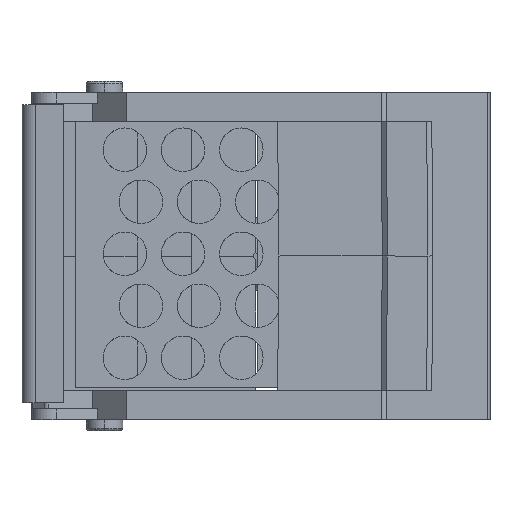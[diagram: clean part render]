
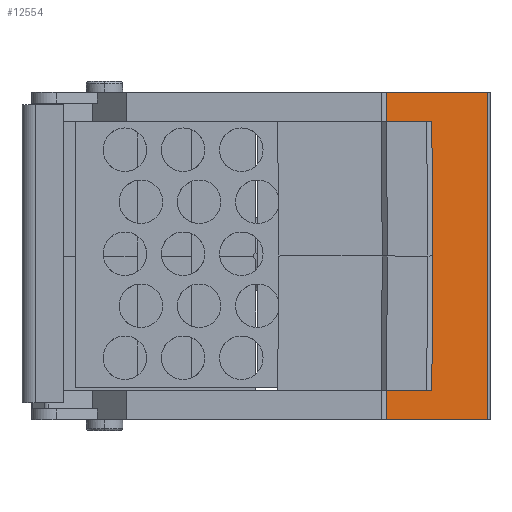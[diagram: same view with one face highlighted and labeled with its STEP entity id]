
A CAD part, left-side view. The second image highlights one B-rep face of the part: STEP entity #12554.
In plain terms, the highlighted planar face has unit normal (-0.707, -0.707, 0).
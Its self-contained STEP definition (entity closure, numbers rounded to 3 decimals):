
#154=DIRECTION('',(0.707,-0.707,0.));
#155=VECTOR('',#154,8.768);
#156=CARTESIAN_POINT('',(-42.707,-12.793,18.2));
#157=LINE('',#156,#155);
#723=DIRECTION('',(-0.707,0.707,0.));
#724=VECTOR('',#723,19.678);
#725=CARTESIAN_POINT('',(-28.793,-26.707,22.2));
#726=LINE('',#725,#724);
#815=DIRECTION('',(0.,0.,-1.));
#816=VECTOR('',#815,4.);
#817=CARTESIAN_POINT('',(-42.707,-12.793,22.2));
#818=LINE('',#817,#816);
#823=DIRECTION('',(0.009,-0.009,1.));
#824=VECTOR('',#823,18.501);
#825=CARTESIAN_POINT('',(-36.507,-18.993,-18.8));
#826=LINE('',#825,#824);
#827=DIRECTION('',(-0.009,0.009,1.));
#828=VECTOR('',#827,18.501);
#829=CARTESIAN_POINT('',(-36.346,-19.154,
-0.3));
#830=LINE('',#829,#828);
#835=DIRECTION('',(0.,0.,1.));
#836=VECTOR('',#835,45.);
#837=CARTESIAN_POINT('',(-28.793,-26.707,-22.8));
#838=LINE('',#837,#836);
#4596=DIRECTION('',(-0.707,0.707,0.));
#4597=VECTOR('',#4596,8.768);
#4598=CARTESIAN_POINT('',(-36.507,-18.993,-18.8));
#4599=LINE('',#4598,#4597);
#4755=DIRECTION('',(0.707,-0.707,0.));
#4756=VECTOR('',#4755,19.678);
#4757=CARTESIAN_POINT('',(-42.707,-12.793,-22.8));
#4758=LINE('',#4757,#4756);
#5908=DIRECTION('',(0.,0.,-1.));
#5909=VECTOR('',#5908,4.);
#5910=CARTESIAN_POINT('',(-42.707,-12.793,-18.8));
#5911=LINE('',#5910,#5909);
#9516=CARTESIAN_POINT('',(-42.707,-12.793,-22.8));
#9517=VERTEX_POINT('',#9516);
#9518=CARTESIAN_POINT('',(-28.793,-26.707,-22.8));
#9519=VERTEX_POINT('',#9518);
#9808=CARTESIAN_POINT('',(-42.707,-12.793,22.2));
#9810=VERTEX_POINT('',#9808);
#9906=CARTESIAN_POINT('',(-28.793,-26.707,22.2));
#9907=VERTEX_POINT('',#9906);
#10157=CARTESIAN_POINT('',(-42.707,-12.793,18.2));
#10158=VERTEX_POINT('',#10157);
#10161=CARTESIAN_POINT('',(-42.707,-12.793,-18.8));
#10162=VERTEX_POINT('',#10161);
#10163=CARTESIAN_POINT('',(-36.507,-18.993,-18.8));
#10164=VERTEX_POINT('',#10163);
#10165=CARTESIAN_POINT('',(-36.346,-19.154,
-0.3));
#10166=VERTEX_POINT('',#10165);
#10167=CARTESIAN_POINT('',(-36.507,-18.993,18.2));
#10168=VERTEX_POINT('',#10167);
#12532=CARTESIAN_POINT('',(-43.,-12.5,-0.3));
#12533=DIRECTION('',(0.707,0.707,0.));
#12534=DIRECTION('',(0.707,-0.707,0.));
#12535=AXIS2_PLACEMENT_3D('',#12532,#12533,#12534);
#12536=PLANE('',#12535);
#12538=ORIENTED_EDGE('',*,*,#12537,.F.);
#12540=ORIENTED_EDGE('',*,*,#12539,.F.);
#12542=ORIENTED_EDGE('',*,*,#12541,.F.);
#12544=ORIENTED_EDGE('',*,*,#12543,.F.);
#12546=ORIENTED_EDGE('',*,*,#12545,.T.);
#12548=ORIENTED_EDGE('',*,*,#12547,.T.);
#12549=ORIENTED_EDGE('',*,*,#11949,.F.);
#12550=ORIENTED_EDGE('',*,*,#12524,.F.);
#12551=ORIENTED_EDGE('',*,*,#12447,.F.);
#12552=EDGE_LOOP('',(#12538,#12540,#12542,#12544,#12546,#12548,#12549,#12550,
#12551));
#12553=FACE_OUTER_BOUND('',#12552,.F.);
#12554=ADVANCED_FACE('',(#12553),#12536,.F.);
#11949=EDGE_CURVE('',#10158,#10168,#157,.T.);
#12447=EDGE_CURVE('',#9907,#9810,#726,.T.);
#12524=EDGE_CURVE('',#9810,#10158,#818,.T.);
#12537=EDGE_CURVE('',#9519,#9907,#838,.T.);
#12539=EDGE_CURVE('',#9517,#9519,#4758,.T.);
#12541=EDGE_CURVE('',#10162,#9517,#5911,.T.);
#12543=EDGE_CURVE('',#10164,#10162,#4599,.T.);
#12545=EDGE_CURVE('',#10164,#10166,#826,.T.);
#12547=EDGE_CURVE('',#10166,#10168,#830,.T.);
